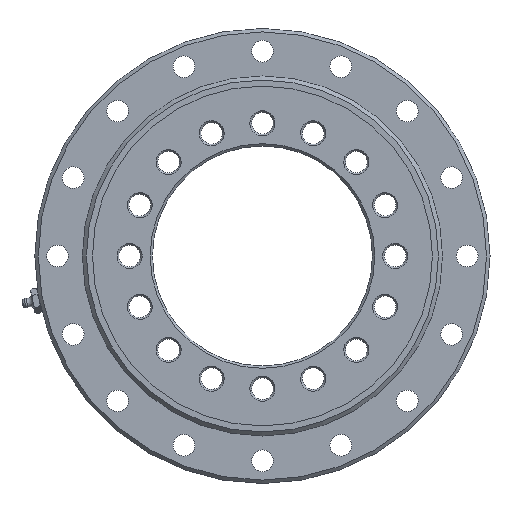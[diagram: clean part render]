
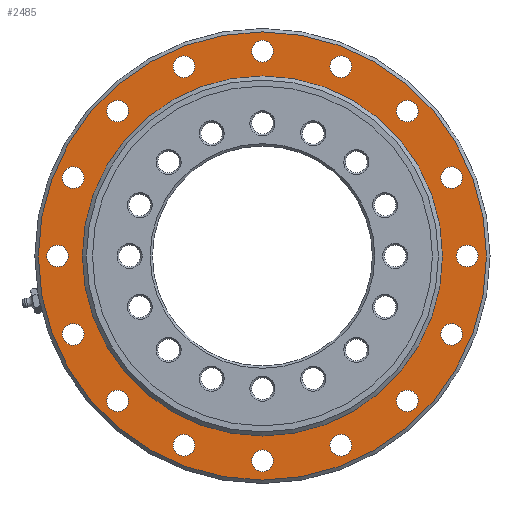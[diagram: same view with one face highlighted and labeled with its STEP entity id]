
A CAD part, front view. The second image highlights one B-rep face of the part: STEP entity #2485.
In plain terms, the highlighted planar face has unit normal (0, -1, 0).
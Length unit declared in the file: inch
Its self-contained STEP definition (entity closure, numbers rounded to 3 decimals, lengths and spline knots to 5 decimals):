
#296=PLANE('',#2694);
#367=FACE_BOUND('',#817,.T.);
#368=FACE_BOUND('',#818,.T.);
#369=FACE_BOUND('',#819,.T.);
#370=FACE_BOUND('',#820,.T.);
#371=FACE_BOUND('',#821,.T.);
#372=FACE_BOUND('',#822,.T.);
#373=FACE_BOUND('',#823,.T.);
#374=FACE_BOUND('',#824,.T.);
#375=FACE_BOUND('',#825,.T.);
#376=FACE_BOUND('',#826,.T.);
#377=FACE_BOUND('',#827,.T.);
#378=FACE_BOUND('',#828,.T.);
#379=FACE_BOUND('',#829,.T.);
#380=FACE_BOUND('',#830,.T.);
#381=FACE_BOUND('',#831,.T.);
#382=FACE_BOUND('',#832,.T.);
#383=FACE_BOUND('',#833,.T.);
#616=FACE_OUTER_BOUND('',#816,.T.);
#816=EDGE_LOOP('',(#1923));
#817=EDGE_LOOP('',(#1924));
#818=EDGE_LOOP('',(#1925));
#819=EDGE_LOOP('',(#1926));
#820=EDGE_LOOP('',(#1927));
#821=EDGE_LOOP('',(#1928));
#822=EDGE_LOOP('',(#1929));
#823=EDGE_LOOP('',(#1930));
#824=EDGE_LOOP('',(#1931));
#825=EDGE_LOOP('',(#1932));
#826=EDGE_LOOP('',(#1933));
#827=EDGE_LOOP('',(#1934));
#828=EDGE_LOOP('',(#1935));
#829=EDGE_LOOP('',(#1936));
#830=EDGE_LOOP('',(#1937));
#831=EDGE_LOOP('',(#1938));
#832=EDGE_LOOP('',(#1939));
#833=EDGE_LOOP('',(#1940));
#1259=CIRCLE('',#2690,5.8155);
#1262=CIRCLE('',#2695,4.45);
#1263=CIRCLE('',#2696,0.281);
#1264=CIRCLE('',#2697,0.281);
#1265=CIRCLE('',#2698,0.281);
#1266=CIRCLE('',#2699,0.281);
#1267=CIRCLE('',#2700,0.281);
#1268=CIRCLE('',#2701,0.281);
#1269=CIRCLE('',#2702,0.281);
#1270=CIRCLE('',#2703,0.281);
#1271=CIRCLE('',#2704,0.281);
#1272=CIRCLE('',#2705,0.281);
#1273=CIRCLE('',#2706,0.281);
#1274=CIRCLE('',#2707,0.281);
#1275=CIRCLE('',#2708,0.281);
#1276=CIRCLE('',#2709,0.281);
#1277=CIRCLE('',#2710,0.281);
#1278=CIRCLE('',#2711,0.281);
#1420=VERTEX_POINT('',#3794);
#1423=VERTEX_POINT('',#3802);
#1424=VERTEX_POINT('',#3804);
#1425=VERTEX_POINT('',#3806);
#1426=VERTEX_POINT('',#3808);
#1427=VERTEX_POINT('',#3810);
#1428=VERTEX_POINT('',#3812);
#1429=VERTEX_POINT('',#3814);
#1430=VERTEX_POINT('',#3816);
#1431=VERTEX_POINT('',#3818);
#1432=VERTEX_POINT('',#3820);
#1433=VERTEX_POINT('',#3822);
#1434=VERTEX_POINT('',#3824);
#1435=VERTEX_POINT('',#3826);
#1436=VERTEX_POINT('',#3828);
#1437=VERTEX_POINT('',#3830);
#1438=VERTEX_POINT('',#3832);
#1439=VERTEX_POINT('',#3834);
#1663=EDGE_CURVE('',#1420,#1420,#1259,.T.);
#1666=EDGE_CURVE('',#1423,#1423,#1262,.T.);
#1667=EDGE_CURVE('',#1424,#1424,#1263,.T.);
#1668=EDGE_CURVE('',#1425,#1425,#1264,.T.);
#1669=EDGE_CURVE('',#1426,#1426,#1265,.T.);
#1670=EDGE_CURVE('',#1427,#1427,#1266,.T.);
#1671=EDGE_CURVE('',#1428,#1428,#1267,.T.);
#1672=EDGE_CURVE('',#1429,#1429,#1268,.T.);
#1673=EDGE_CURVE('',#1430,#1430,#1269,.T.);
#1674=EDGE_CURVE('',#1431,#1431,#1270,.T.);
#1675=EDGE_CURVE('',#1432,#1432,#1271,.T.);
#1676=EDGE_CURVE('',#1433,#1433,#1272,.T.);
#1677=EDGE_CURVE('',#1434,#1434,#1273,.T.);
#1678=EDGE_CURVE('',#1435,#1435,#1274,.T.);
#1679=EDGE_CURVE('',#1436,#1436,#1275,.T.);
#1680=EDGE_CURVE('',#1437,#1437,#1276,.T.);
#1681=EDGE_CURVE('',#1438,#1438,#1277,.T.);
#1682=EDGE_CURVE('',#1439,#1439,#1278,.T.);
#1923=ORIENTED_EDGE('',*,*,#1663,.F.);
#1924=ORIENTED_EDGE('',*,*,#1666,.T.);
#1925=ORIENTED_EDGE('',*,*,#1667,.T.);
#1926=ORIENTED_EDGE('',*,*,#1668,.T.);
#1927=ORIENTED_EDGE('',*,*,#1669,.T.);
#1928=ORIENTED_EDGE('',*,*,#1670,.T.);
#1929=ORIENTED_EDGE('',*,*,#1671,.T.);
#1930=ORIENTED_EDGE('',*,*,#1672,.T.);
#1931=ORIENTED_EDGE('',*,*,#1673,.T.);
#1932=ORIENTED_EDGE('',*,*,#1674,.T.);
#1933=ORIENTED_EDGE('',*,*,#1675,.T.);
#1934=ORIENTED_EDGE('',*,*,#1676,.T.);
#1935=ORIENTED_EDGE('',*,*,#1677,.T.);
#1936=ORIENTED_EDGE('',*,*,#1678,.T.);
#1937=ORIENTED_EDGE('',*,*,#1679,.T.);
#1938=ORIENTED_EDGE('',*,*,#1680,.T.);
#1939=ORIENTED_EDGE('',*,*,#1681,.T.);
#1940=ORIENTED_EDGE('',*,*,#1682,.T.);
#2485=ADVANCED_FACE('',(#616,#367,#368,#369,#370,#371,#372,#373,#374,#375,
#376,#377,#378,#379,#380,#381,#382,#383),#296,.T.);
#2690=AXIS2_PLACEMENT_3D('',#3795,#3056,#3057);
#2694=AXIS2_PLACEMENT_3D('',#3801,#3064,#3065);
#2695=AXIS2_PLACEMENT_3D('',#3803,#3066,#3067);
#2696=AXIS2_PLACEMENT_3D('',#3805,#3068,#3069);
#2697=AXIS2_PLACEMENT_3D('',#3807,#3070,#3071);
#2698=AXIS2_PLACEMENT_3D('',#3809,#3072,#3073);
#2699=AXIS2_PLACEMENT_3D('',#3811,#3074,#3075);
#2700=AXIS2_PLACEMENT_3D('',#3813,#3076,#3077);
#2701=AXIS2_PLACEMENT_3D('',#3815,#3078,#3079);
#2702=AXIS2_PLACEMENT_3D('',#3817,#3080,#3081);
#2703=AXIS2_PLACEMENT_3D('',#3819,#3082,#3083);
#2704=AXIS2_PLACEMENT_3D('',#3821,#3084,#3085);
#2705=AXIS2_PLACEMENT_3D('',#3823,#3086,#3087);
#2706=AXIS2_PLACEMENT_3D('',#3825,#3088,#3089);
#2707=AXIS2_PLACEMENT_3D('',#3827,#3090,#3091);
#2708=AXIS2_PLACEMENT_3D('',#3829,#3092,#3093);
#2709=AXIS2_PLACEMENT_3D('',#3831,#3094,#3095);
#2710=AXIS2_PLACEMENT_3D('',#3833,#3096,#3097);
#2711=AXIS2_PLACEMENT_3D('',#3835,#3098,#3099);
#3056=DIRECTION('center_axis',(0.,1.,0.));
#3057=DIRECTION('ref_axis',(1.,0.,0.));
#3064=DIRECTION('center_axis',(0.,-1.,0.));
#3065=DIRECTION('ref_axis',(0.,0.,-1.));
#3066=DIRECTION('center_axis',(0.,1.,0.));
#3067=DIRECTION('ref_axis',(-1.,0.,0.));
#3068=DIRECTION('center_axis',(0.,1.,0.));
#3069=DIRECTION('ref_axis',(1.,0.,0.));
#3070=DIRECTION('center_axis',(0.,1.,0.));
#3071=DIRECTION('ref_axis',(0.924,0.,-0.383));
#3072=DIRECTION('center_axis',(0.,1.,0.));
#3073=DIRECTION('ref_axis',(0.707,0.,-0.707));
#3074=DIRECTION('center_axis',(0.,1.,0.));
#3075=DIRECTION('ref_axis',(0.383,0.,-0.924));
#3076=DIRECTION('center_axis',(0.,1.,0.));
#3077=DIRECTION('ref_axis',(0.,0.,-1.));
#3078=DIRECTION('center_axis',(0.,1.,0.));
#3079=DIRECTION('ref_axis',(-0.383,0.,-0.924));
#3080=DIRECTION('center_axis',(0.,1.,0.));
#3081=DIRECTION('ref_axis',(-0.707,0.,-0.707));
#3082=DIRECTION('center_axis',(0.,1.,0.));
#3083=DIRECTION('ref_axis',(-0.924,0.,-0.383));
#3084=DIRECTION('center_axis',(0.,1.,0.));
#3085=DIRECTION('ref_axis',(-1.,0.,0.));
#3086=DIRECTION('center_axis',(0.,1.,0.));
#3087=DIRECTION('ref_axis',(-0.924,0.,0.383));
#3088=DIRECTION('center_axis',(0.,1.,0.));
#3089=DIRECTION('ref_axis',(-0.707,0.,0.707));
#3090=DIRECTION('center_axis',(0.,1.,0.));
#3091=DIRECTION('ref_axis',(-0.383,0.,0.924));
#3092=DIRECTION('center_axis',(0.,1.,0.));
#3093=DIRECTION('ref_axis',(0.,0.,1.));
#3094=DIRECTION('center_axis',(0.,1.,0.));
#3095=DIRECTION('ref_axis',(0.383,0.,0.924));
#3096=DIRECTION('center_axis',(0.,1.,0.));
#3097=DIRECTION('ref_axis',(0.707,0.,0.707));
#3098=DIRECTION('center_axis',(0.,1.,0.));
#3099=DIRECTION('ref_axis',(0.924,0.,0.383));
#3794=CARTESIAN_POINT('',(-5.8155,-0.745,0.));
#3795=CARTESIAN_POINT('Origin',(0.,-0.745,0.));
#3801=CARTESIAN_POINT('Origin',(-5.28275,-0.745,0.));
#3802=CARTESIAN_POINT('',(-4.45,-0.745,0.));
#3803=CARTESIAN_POINT('Origin',(0.,-0.745,0.));
#3804=CARTESIAN_POINT('',(-5.596,-0.745,0.));
#3805=CARTESIAN_POINT('Origin',(-5.315,-0.745,0.));
#3806=CARTESIAN_POINT('',(-5.17003,-0.745,2.1415));
#3807=CARTESIAN_POINT('Origin',(-4.91042,-0.745,2.03396));
#3808=CARTESIAN_POINT('',(-3.95697,-0.745,3.95697));
#3809=CARTESIAN_POINT('Origin',(-3.75827,-0.745,3.75827));
#3810=CARTESIAN_POINT('',(-2.1415,-0.745,5.17003));
#3811=CARTESIAN_POINT('Origin',(-2.03396,-0.745,4.91042));
#3812=CARTESIAN_POINT('',(0.,-0.745,5.596));
#3813=CARTESIAN_POINT('Origin',(0.,-0.745,
5.315));
#3814=CARTESIAN_POINT('',(2.1415,-0.745,5.17003));
#3815=CARTESIAN_POINT('Origin',(2.03396,-0.745,4.91042));
#3816=CARTESIAN_POINT('',(3.95697,-0.745,3.95697));
#3817=CARTESIAN_POINT('Origin',(3.75827,-0.745,3.75827));
#3818=CARTESIAN_POINT('',(5.17003,-0.745,2.1415));
#3819=CARTESIAN_POINT('Origin',(4.91042,-0.745,2.03396));
#3820=CARTESIAN_POINT('',(5.596,-0.745,0.));
#3821=CARTESIAN_POINT('Origin',(5.315,-0.745,0.));
#3822=CARTESIAN_POINT('',(5.17003,-0.745,-2.1415));
#3823=CARTESIAN_POINT('Origin',(4.91042,-0.745,-2.03396));
#3824=CARTESIAN_POINT('',(3.95697,-0.745,-3.95697));
#3825=CARTESIAN_POINT('Origin',(3.75827,-0.745,-3.75827));
#3826=CARTESIAN_POINT('',(2.1415,-0.745,-5.17003));
#3827=CARTESIAN_POINT('Origin',(2.03396,-0.745,-4.91042));
#3828=CARTESIAN_POINT('',(0.,-0.745,-5.596));
#3829=CARTESIAN_POINT('Origin',(0.,-0.745,
-5.315));
#3830=CARTESIAN_POINT('',(-2.1415,-0.745,-5.17003));
#3831=CARTESIAN_POINT('Origin',(-2.03396,-0.745,-4.91042));
#3832=CARTESIAN_POINT('',(-3.95697,-0.745,-3.95697));
#3833=CARTESIAN_POINT('Origin',(-3.75827,-0.745,-3.75827));
#3834=CARTESIAN_POINT('',(-5.17003,-0.745,-2.1415));
#3835=CARTESIAN_POINT('Origin',(-4.91042,-0.745,-2.03396));
